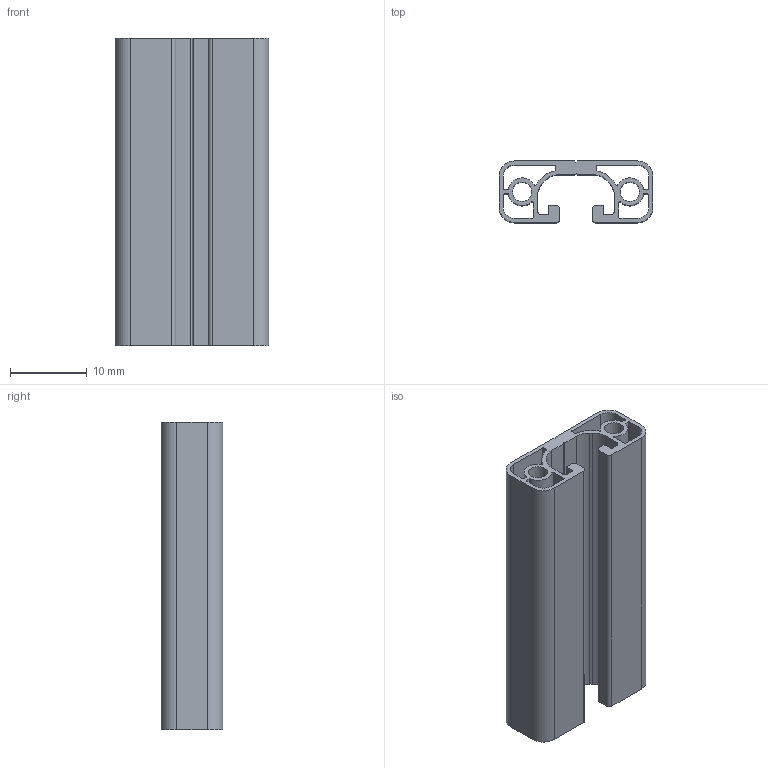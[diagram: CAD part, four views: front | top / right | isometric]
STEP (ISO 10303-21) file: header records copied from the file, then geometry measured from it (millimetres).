
FILE_DESCRIPTION (( 'STEP AP203' ), '1' );
FILE_NAME ('AL-P8-40-16-XL-JB1010.STEP', '2018-05-28T04:00:56', ( '' ), ( '' ), 'SwSTEP 2.0', 'SolidWorks 2018', '' );
FILE_SCHEMA (( 'CONFIG_CONTROL_DESIGN' ));
Length unit declared in the file: millimetre
Products named in the file (1): AL-P8-40-16-XL-JB1010
Bounding box: 20 x 8 x 40 mm (x, y, z)
Volume: 2277.1 mm3; surface area: 6396.8 mm2
Topology: 1 solids, 1 shells, 96 faces, 282 edges, 188 vertices
Faces by surface type: cylinder 52, plane 44
Entity records: 3331 total; most frequent: DIRECTION 580, CARTESIAN_POINT 567, ORIENTED_EDGE 564, EDGE_CURVE 282, AXIS2_PLACEMENT_3D 201, VERTEX_POINT 188, VECTOR 178, LINE 178
